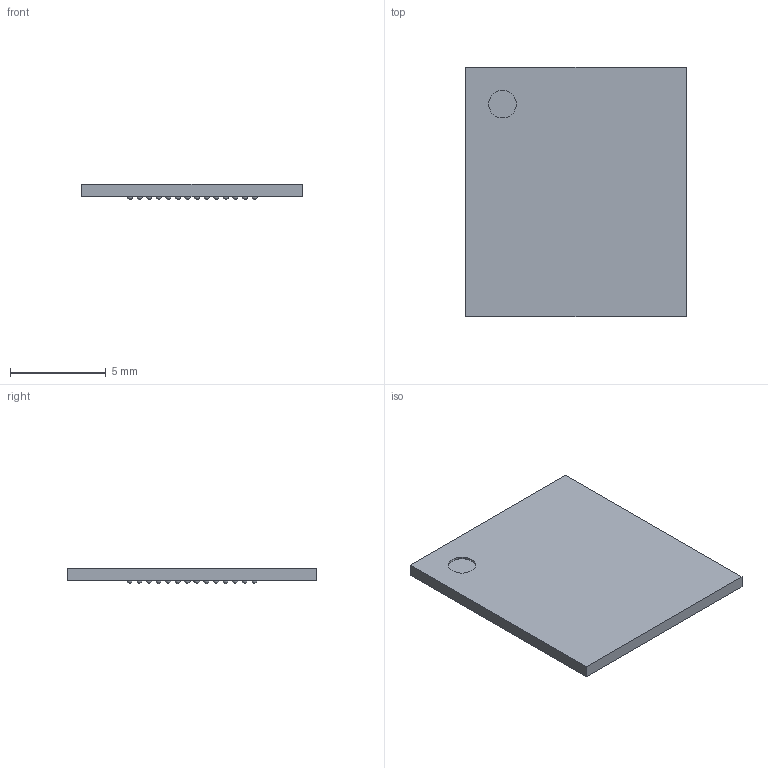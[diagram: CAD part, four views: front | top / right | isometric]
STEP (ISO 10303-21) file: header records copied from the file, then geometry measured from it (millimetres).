
FILE_DESCRIPTION(('Open CASCADE Model'),'2;1');
FILE_NAME('Open CASCADE Shape Model','2023-02-13T17:20:19',('Author'),( 'Open CASCADE'),'Open CASCADE STEP processor 7.5','Open CASCADE 7.5' ,'Unknown');
FILE_SCHEMA(('AUTOMOTIVE_DESIGN { 1 0 10303 214 1 1 1 1 }'));
Length unit declared in the file: millimetre
Products named in the file (5): BGA153C50P14X14_1150X1300X80.step; Open CASCADE STEP translator 7.5 11.1; Body; Open CASCADE STEP translator 7.5 11.2.1; ball
Assembly tree (175 placements, depth 3):
  BGA153C50P14X14_1150X1300X80.step
    Open CASCADE STEP translator 7.5 11.1
    Body
      Open CASCADE STEP translator 7.5 11.2.1
    ball  x172
Bounding box: 11.5 x 13 x 0.8 mm (x, y, z)
Volume: 97.9 mm3; surface area: 381.1 mm2
Topology: 173 solids, 174 shells, 181 faces, 532 edges, 355 vertices
Faces by surface type: sphere 172, plane 8, cylinder 1
Full cylindrical faces by diameter (mm): 1.438 x1
Entity records: 1917 total; most frequent: DIRECTION 422, CARTESIAN_POINT 245, AXIS2_PLACEMENT_3D 189, PRODUCT_DEFINITION_SHAPE 180, CONTEXT_DEPENDENT_SHAPE_REPRESENTATION 175, ITEM_DEFINED_TRANSFORMATION 175, NEXT_ASSEMBLY_USAGE_OCCURRENCE 175, LINE 41
